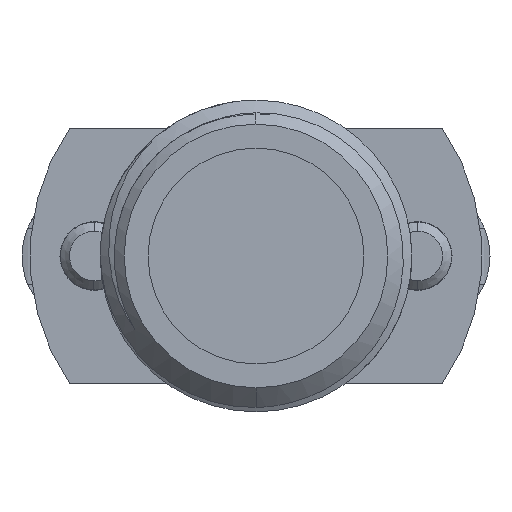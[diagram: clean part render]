
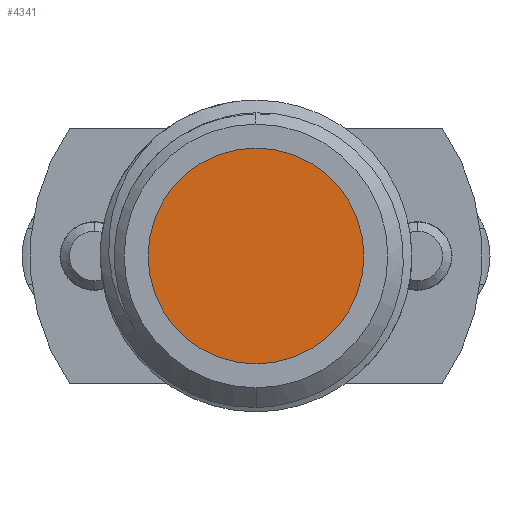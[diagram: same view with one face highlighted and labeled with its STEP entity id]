
A CAD part, left-side view. The second image highlights one B-rep face of the part: STEP entity #4341.
In plain terms, the highlighted planar face has unit normal (-1, 0, 0).
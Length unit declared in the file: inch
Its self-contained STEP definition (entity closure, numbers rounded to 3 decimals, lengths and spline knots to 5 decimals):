
#251 = DIRECTION ( 'NONE',  ( 0., 0., 1. ) ) ;
#354 = VERTEX_POINT ( 'NONE', #1872 ) ;
#577 = VERTEX_POINT ( 'NONE', #2733 ) ;
#863 = EDGE_CURVE ( 'NONE', #354, #577, #3082, .T. ) ;
#902 = AXIS2_PLACEMENT_3D ( 'NONE', #2749, #3757, #2019 ) ;
#1271 = AXIS2_PLACEMENT_3D ( 'NONE', #1954, #2639, #251 ) ;
#1603 = ORIENTED_EDGE ( 'NONE', *, *, #863, .T. ) ;
#1773 = DIRECTION ( 'NONE',  ( -1., 0., 0. ) ) ;
#1872 = CARTESIAN_POINT ( 'NONE',  ( 0.12008, 0., 0.09409 ) ) ;
#1954 = CARTESIAN_POINT ( 'NONE',  ( 0.12008, 0., 0. ) ) ;
#2019 = DIRECTION ( 'NONE',  ( 0., 0., -1. ) ) ;
#2163 = CARTESIAN_POINT ( 'NONE',  ( 0.12008, 0., 0. ) ) ;
#2363 = FACE_OUTER_BOUND ( 'NONE', #3320, .T. ) ;
#2639 = DIRECTION ( 'NONE',  ( -1., 0., 0. ) ) ;
#2733 = CARTESIAN_POINT ( 'NONE',  ( 0.12008, 0., -0.09409 ) ) ;
#2749 = CARTESIAN_POINT ( 'NONE',  ( 0.12008, 0., 0. ) ) ;
#3067 = CIRCLE ( 'NONE', #4383, 0.09409 ) ;
#3082 = CIRCLE ( 'NONE', #1271, 0.09409 ) ;
#3226 = DIRECTION ( 'NONE',  ( 0., 0., 1. ) ) ;
#3320 = EDGE_LOOP ( 'NONE', ( #1603, #3686 ) ) ;
#3453 = PLANE ( 'NONE',  #902 ) ;
#3686 = ORIENTED_EDGE ( 'NONE', *, *, #4391, .T. ) ;
#3757 = DIRECTION ( 'NONE',  ( 1., 0., 0. ) ) ;
#4341 = ADVANCED_FACE ( 'NONE', ( #2363 ), #3453, .F. ) ;
#4383 = AXIS2_PLACEMENT_3D ( 'NONE', #2163, #1773, #3226 ) ;
#4391 = EDGE_CURVE ( 'NONE', #577, #354, #3067, .T. ) ;
